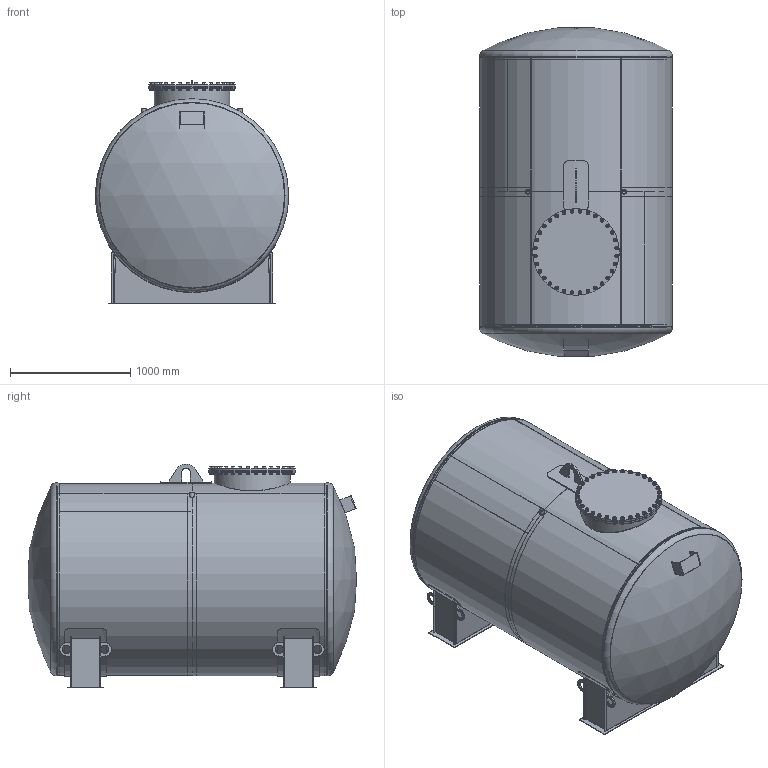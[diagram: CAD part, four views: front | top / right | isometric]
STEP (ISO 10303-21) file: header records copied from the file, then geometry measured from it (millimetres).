
FILE_DESCRIPTION(/* description */ (''),/* implementation_level */ '2;1');
FILE_NAME(/* name */ 'dh3c_cad-101180_202208.stp',/* time_stamp */ '2022-09-05T15:12:06+02:00',/* author */ ('mh'),/* organization */ (''),/* preprocessor_version */ 'ST-DEVELOPER v18.1',/* originating_system */ 'Autodesk Inventor 2022',/* authorisation */ '');
FILE_SCHEMA (('AUTOMOTIVE_DESIGN { 1 0 10303 214 3 1 1 }'));
Length unit declared in the file: millimetre
Products named in the file (1): Bauteil11
Bounding box: 1606 x 2735.31 x 1861 mm (x, y, z)
Surface area: 70302310.8 mm2 (no closed solid volume)
Topology: 0 solids, 133 shells, 1507 faces, 3212 edges, 2040 vertices
Faces by surface type: plane 842, cone 352, cylinder 297, sphere 8, torus 8
Full cylindrical faces by diameter (mm): 13.835 x32, 16 x32, 17 x32, 18 x64, 22.49 x32, 30 x32, 30.291 x2, 39.5 x2, 580 x1, 600 x1, 630 x1, 660 x1, 720 x2, 1590 x4, 1600 x6, 1606 x2
Entity records: 42004 total; most frequent: CARTESIAN_POINT 8964, DIRECTION 6440, ORIENTED_EDGE 6424, EDGE_CURVE 3212, AXIS2_PLACEMENT_3D 2514, VERTEX_POINT 2040, EDGE_LOOP 1840, FACE_OUTER_BOUND 1507
